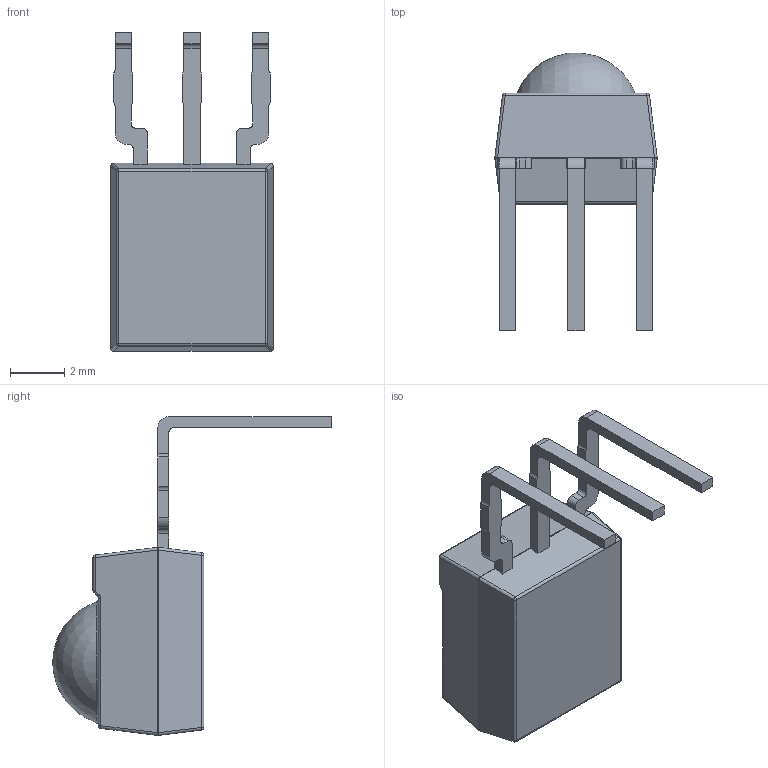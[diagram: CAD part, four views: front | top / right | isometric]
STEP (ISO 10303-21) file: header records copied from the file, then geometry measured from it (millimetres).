
FILE_DESCRIPTION(/* description */ ('STEP AP203','CAx-IF Rec.Pracs.---Representation and Presentation of Product Manufacturing Information (PMI)---4.0---2014-10-13'),/* implementation_level */ '2;1');
FILE_NAME(/* name */ 'tsop4838_bend.step',/* time_stamp */ '2025-01-25T09:30:46+01:00',/* author */ (''),/* organization */ (''),/* preprocessor_version */ 'ST-DEVELOPER v20',/* originating_system */ 'Autodesk Translation Framework v13.20.0.188',/* authorisation */ '');
FILE_SCHEMA (('AP242_MANAGED_MODEL_BASED_3D_ENGINEERING_MIM_LF { 1 0 10303 442 1 1 4 }'));
Length unit declared in the file: millimetre
Products named in the file (1): tsop4838
Bounding box: 6 x 10.28 x 11.78 mm (x, y, z)
Volume: 176.5 mm3; surface area: 244.9 mm2
Topology: 1 solids, 1 shells, 130 faces, 336 edges, 200 vertices
Faces by surface type: plane 60, cylinder 52, sphere 15, bspline 2, torus 1
Entity records: 3896 total; most frequent: DIRECTION 699, CARTESIAN_POINT 679, ORIENTED_EDGE 652, EDGE_CURVE 326, AXIS2_PLACEMENT_3D 244, LINE 211, VECTOR 211, VERTEX_POINT 200
